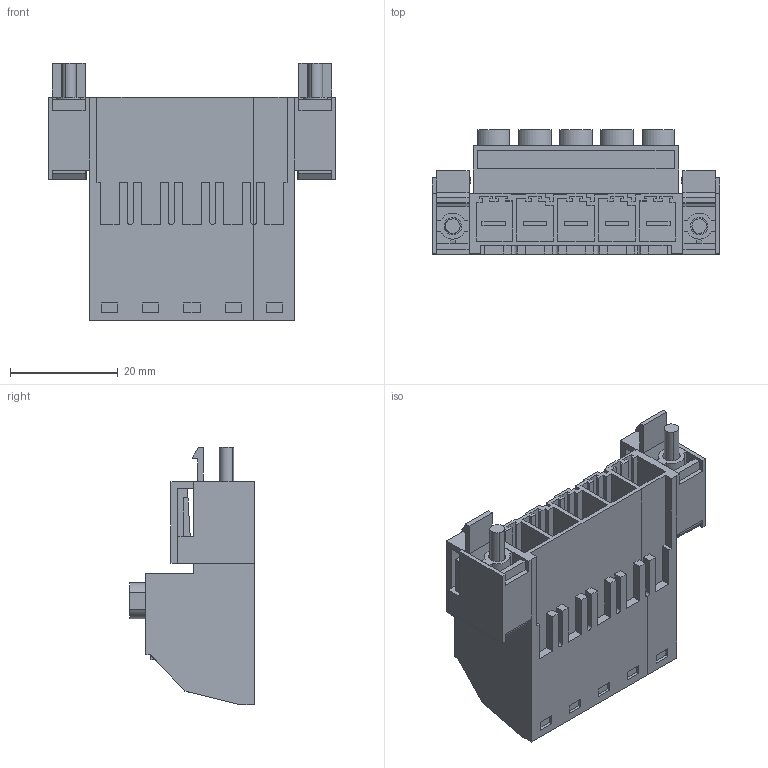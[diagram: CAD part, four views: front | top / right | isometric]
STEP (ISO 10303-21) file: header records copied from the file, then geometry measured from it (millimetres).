
FILE_DESCRIPTION(('CATIA V5 STEP Exchange','CAx-IF Rec.Pracs.--- Model Styling and Organization---1.4--- 2014-01-23'),'2;1');
FILE_NAME ('D1460206_1_1951020000_1951020000.stp','2023-02-01T14:35:26+00:00',('none'),('Weidmueller'),'CATIA Version 5-6 Release 2016 SP3 HF44','CATIA V5 STEP AP214','none');
FILE_SCHEMA(('AUTOMOTIVE_DESIGN { 1 0 10303 214 1 1 1 1 }'));
Length unit declared in the file: millimetre
Products named in the file (1): 1951020000
Bounding box: 53.34 x 23.1 x 47.75 mm (x, y, z)
Volume: 18271.2 mm3; surface area: 16552.9 mm2
Topology: 17 solids, 17 shells, 633 faces, 1727 edges, 1152 vertices
Faces by surface type: plane 580, cylinder 53
Entity records: 19090 total; most frequent: ORIENTED_EDGE 3454, CARTESIAN_POINT 3396, DIRECTION 2548, EDGE_CURVE 1727, VECTOR 1568, LINE 1568, VERTEX_POINT 1152, EDGE_LOOP 665
